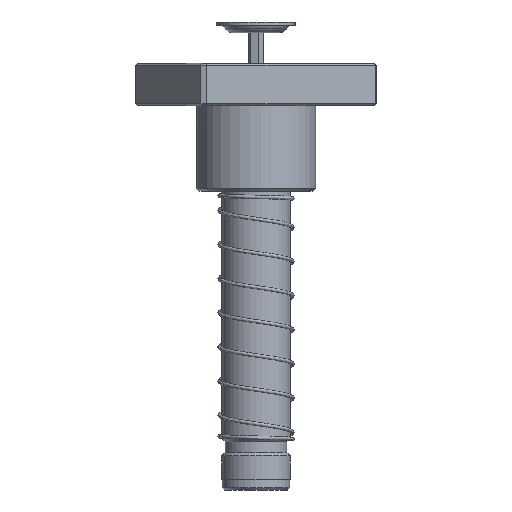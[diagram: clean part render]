
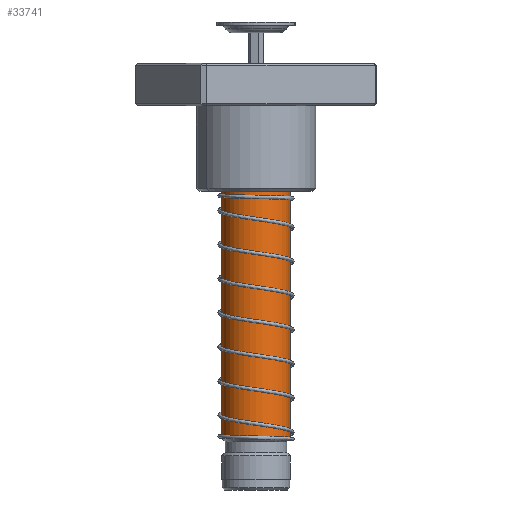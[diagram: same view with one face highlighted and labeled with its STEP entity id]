
A CAD part, front view. The second image highlights one B-rep face of the part: STEP entity #33741.
In plain terms, the highlighted cylindrical face has radius 16 mm (diameter 32 mm), a partial arc.
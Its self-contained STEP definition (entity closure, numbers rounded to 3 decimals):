
#1820 = DIRECTION ( 'NONE',  ( -1., 0., 0. ) ) ;
#3119 = DIRECTION ( 'NONE',  ( 0., 0., -1. ) ) ;
#7222 = CARTESIAN_POINT ( 'NONE',  ( -16., 0., 200. ) ) ;
#10065 = CARTESIAN_POINT ( 'NONE',  ( 0., 0., 24. ) ) ;
#10567 = CARTESIAN_POINT ( 'NONE',  ( -16., 0., 197.5 ) ) ;
#11516 = EDGE_CURVE ( 'NONE', #47618, #37792, #14552, .T. ) ;
#14552 = LINE ( 'NONE', #7222, #30681 ) ;
#15176 = CYLINDRICAL_SURFACE ( 'NONE', #30125, 16. ) ;
#16191 = AXIS2_PLACEMENT_3D ( 'NONE', #10065, #40123, #1820 ) ;
#16939 = CIRCLE ( 'NONE', #16191, 16. ) ;
#17482 = EDGE_CURVE ( 'NONE', #49307, #37792, #16939, .T. ) ;
#18614 = LINE ( 'NONE', #50173, #44781 ) ;
#18760 = ORIENTED_EDGE ( 'NONE', *, *, #11516, .T. ) ;
#20369 = DIRECTION ( 'NONE',  ( -1., 0., 0. ) ) ;
#21589 = ORIENTED_EDGE ( 'NONE', *, *, #17482, .F. ) ;
#21684 = AXIS2_PLACEMENT_3D ( 'NONE', #30942, #43669, #26802 ) ;
#26144 = EDGE_CURVE ( 'NONE', #38365, #47618, #51023, .T. ) ;
#26802 = DIRECTION ( 'NONE',  ( 1., 0., 0. ) ) ;
#27501 = ORIENTED_EDGE ( 'NONE', *, *, #39558, .F. ) ;
#28240 = DIRECTION ( 'NONE',  ( 0., 0., -1. ) ) ;
#30125 = AXIS2_PLACEMENT_3D ( 'NONE', #32071, #40682, #20369 ) ;
#30681 = VECTOR ( 'NONE', #28240, 1000. ) ;
#30942 = CARTESIAN_POINT ( 'NONE',  ( 0., 0., 197.5 ) ) ;
#31182 = EDGE_LOOP ( 'NONE', ( #27501, #36789, #18760, #21589 ) ) ;
#32071 = CARTESIAN_POINT ( 'NONE',  ( 0., 0., 200. ) ) ;
#33741 = ADVANCED_FACE ( 'NONE', ( #46792 ), #15176, .T. ) ;
#36789 = ORIENTED_EDGE ( 'NONE', *, *, #26144, .T. ) ;
#37592 = CARTESIAN_POINT ( 'NONE',  ( 16., 0., 24. ) ) ;
#37792 = VERTEX_POINT ( 'NONE', #52970 ) ;
#38365 = VERTEX_POINT ( 'NONE', #47498 ) ;
#39558 = EDGE_CURVE ( 'NONE', #38365, #49307, #18614, .T. ) ;
#40123 = DIRECTION ( 'NONE',  ( 0., 0., -1. ) ) ;
#40682 = DIRECTION ( 'NONE',  ( 0., 0., -1. ) ) ;
#43669 = DIRECTION ( 'NONE',  ( 0., 0., -1. ) ) ;
#44781 = VECTOR ( 'NONE', #3119, 1000. ) ;
#46792 = FACE_OUTER_BOUND ( 'NONE', #31182, .T. ) ;
#47498 = CARTESIAN_POINT ( 'NONE',  ( 16., 0., 197.5 ) ) ;
#47618 = VERTEX_POINT ( 'NONE', #10567 ) ;
#49307 = VERTEX_POINT ( 'NONE', #37592 ) ;
#50173 = CARTESIAN_POINT ( 'NONE',  ( 16., 0., 200. ) ) ;
#51023 = CIRCLE ( 'NONE', #21684, 16. ) ;
#52970 = CARTESIAN_POINT ( 'NONE',  ( -16., 0., 24. ) ) ;
